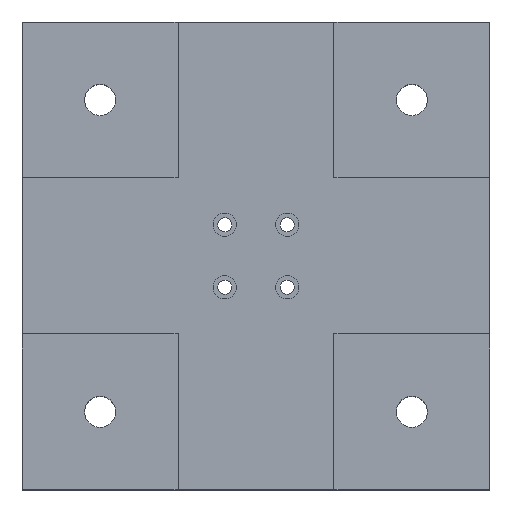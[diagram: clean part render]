
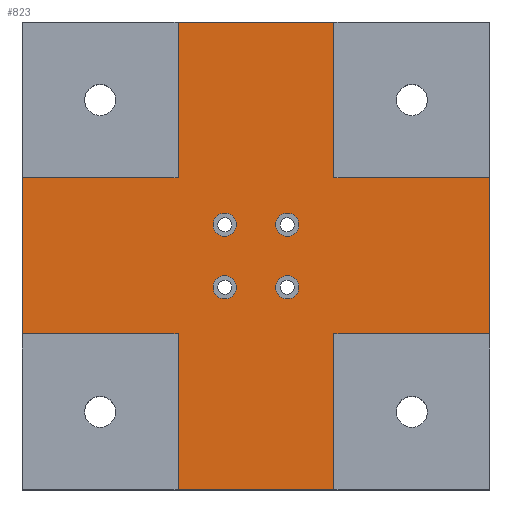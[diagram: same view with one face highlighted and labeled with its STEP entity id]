
A CAD part, top view. The second image highlights one B-rep face of the part: STEP entity #823.
In plain terms, the highlighted planar face has unit normal (0, 0, 1).
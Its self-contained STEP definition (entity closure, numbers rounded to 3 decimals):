
#82=LINE('',#1304,#118);
#86=LINE('',#1312,#122);
#89=LINE('',#1318,#125);
#92=LINE('',#1323,#128);
#118=VECTOR('',#1058,300.);
#122=VECTOR('',#1064,300.);
#125=VECTOR('',#1069,300.);
#128=VECTOR('',#1074,300.);
#188=FACE_BOUND('',#313,.T.);
#189=FACE_BOUND('',#314,.T.);
#190=FACE_BOUND('',#315,.T.);
#191=FACE_BOUND('',#316,.T.);
#192=FACE_BOUND('',#317,.T.);
#193=FACE_BOUND('',#318,.T.);
#194=FACE_BOUND('',#319,.T.);
#195=FACE_BOUND('',#320,.T.);
#241=FACE_OUTER_BOUND('',#312,.T.);
#312=EDGE_LOOP('',(#639,#640,#641,#642));
#313=EDGE_LOOP('',(#643));
#314=EDGE_LOOP('',(#644));
#315=EDGE_LOOP('',(#645));
#316=EDGE_LOOP('',(#646));
#317=EDGE_LOOP('',(#647));
#318=EDGE_LOOP('',(#648));
#319=EDGE_LOOP('',(#649));
#320=EDGE_LOOP('',(#650));
#382=CIRCLE('',#866,7.5);
#386=CIRCLE('',#873,7.5);
#390=CIRCLE('',#880,7.5);
#394=CIRCLE('',#887,7.5);
#397=CIRCLE('',#892,15.188);
#399=CIRCLE('',#895,15.188);
#401=CIRCLE('',#898,15.188);
#403=CIRCLE('',#901,15.188);
#427=VERTEX_POINT('',#1243);
#431=VERTEX_POINT('',#1254);
#435=VERTEX_POINT('',#1265);
#439=VERTEX_POINT('',#1276);
#442=VERTEX_POINT('',#1284);
#444=VERTEX_POINT('',#1289);
#446=VERTEX_POINT('',#1294);
#448=VERTEX_POINT('',#1299);
#449=VERTEX_POINT('',#1302);
#450=VERTEX_POINT('',#1303);
#453=VERTEX_POINT('',#1311);
#455=VERTEX_POINT('',#1317);
#500=EDGE_CURVE('',#427,#427,#382,.T.);
#504=EDGE_CURVE('',#431,#431,#386,.T.);
#508=EDGE_CURVE('',#435,#435,#390,.T.);
#512=EDGE_CURVE('',#439,#439,#394,.T.);
#515=EDGE_CURVE('',#442,#442,#397,.T.);
#517=EDGE_CURVE('',#444,#444,#399,.T.);
#519=EDGE_CURVE('',#446,#446,#401,.T.);
#521=EDGE_CURVE('',#448,#448,#403,.T.);
#522=EDGE_CURVE('',#449,#450,#82,.T.);
#526=EDGE_CURVE('',#450,#453,#86,.T.);
#529=EDGE_CURVE('',#453,#455,#89,.T.);
#532=EDGE_CURVE('',#455,#449,#92,.T.);
#639=ORIENTED_EDGE('',*,*,#522,.F.);
#640=ORIENTED_EDGE('',*,*,#532,.F.);
#641=ORIENTED_EDGE('',*,*,#529,.F.);
#642=ORIENTED_EDGE('',*,*,#526,.F.);
#643=ORIENTED_EDGE('',*,*,#500,.T.);
#644=ORIENTED_EDGE('',*,*,#504,.T.);
#645=ORIENTED_EDGE('',*,*,#508,.T.);
#646=ORIENTED_EDGE('',*,*,#512,.T.);
#647=ORIENTED_EDGE('',*,*,#515,.T.);
#648=ORIENTED_EDGE('',*,*,#517,.T.);
#649=ORIENTED_EDGE('',*,*,#519,.T.);
#650=ORIENTED_EDGE('',*,*,#521,.T.);
#785=PLANE('',#906);
#823=ADVANCED_FACE('',(#241,#188,#189,#190,#191,#192,#193,#194,#195),#785,
 .T.);
#866=AXIS2_PLACEMENT_3D('',#1244,#984,#985);
#873=AXIS2_PLACEMENT_3D('',#1255,#998,#999);
#880=AXIS2_PLACEMENT_3D('',#1266,#1012,#1013);
#887=AXIS2_PLACEMENT_3D('',#1277,#1026,#1027);
#892=AXIS2_PLACEMENT_3D('',#1285,#1036,#1037);
#895=AXIS2_PLACEMENT_3D('',#1290,#1042,#1043);
#898=AXIS2_PLACEMENT_3D('',#1295,#1048,#1049);
#901=AXIS2_PLACEMENT_3D('',#1300,#1054,#1055);
#906=AXIS2_PLACEMENT_3D('',#1325,#1076,#1077);
#984=DIRECTION('center_axis',(0.,0.,-1.));
#985=DIRECTION('ref_axis',(1.,0.,0.));
#998=DIRECTION('center_axis',(0.,0.,-1.));
#999=DIRECTION('ref_axis',(1.,0.,0.));
#1012=DIRECTION('center_axis',(0.,0.,-1.));
#1013=DIRECTION('ref_axis',(1.,0.,0.));
#1026=DIRECTION('center_axis',(0.,0.,-1.));
#1027=DIRECTION('ref_axis',(1.,0.,0.));
#1036=DIRECTION('center_axis',(0.,0.,-1.));
#1037=DIRECTION('ref_axis',(1.,0.,0.));
#1042=DIRECTION('center_axis',(0.,0.,-1.));
#1043=DIRECTION('ref_axis',(1.,0.,0.));
#1048=DIRECTION('center_axis',(0.,0.,-1.));
#1049=DIRECTION('ref_axis',(1.,0.,0.));
#1054=DIRECTION('center_axis',(0.,0.,-1.));
#1055=DIRECTION('ref_axis',(1.,0.,0.));
#1058=DIRECTION('',(0.,1.,0.));
#1064=DIRECTION('',(1.,0.,0.));
#1069=DIRECTION('',(0.,-1.,0.));
#1074=DIRECTION('',(-1.,0.,0.));
#1076=DIRECTION('center_axis',(0.,0.,1.));
#1077=DIRECTION('ref_axis',(1.,0.,0.));
#1243=CARTESIAN_POINT('',(27.5,-20.,20.));
#1244=CARTESIAN_POINT('Origin',(20.,-20.,20.));
#1254=CARTESIAN_POINT('',(-12.5,20.,20.));
#1255=CARTESIAN_POINT('Origin',(-20.,20.,20.));
#1265=CARTESIAN_POINT('',(27.5,20.,20.));
#1266=CARTESIAN_POINT('Origin',(20.,20.,20.));
#1276=CARTESIAN_POINT('',(-12.5,-20.,20.));
#1277=CARTESIAN_POINT('Origin',(-20.,-20.,20.));
#1284=CARTESIAN_POINT('',(115.188,-100.,20.));
#1285=CARTESIAN_POINT('Origin',(100.,-100.,20.));
#1289=CARTESIAN_POINT('',(-84.812,100.,20.));
#1290=CARTESIAN_POINT('Origin',(-100.,100.,20.));
#1294=CARTESIAN_POINT('',(115.188,100.,20.));
#1295=CARTESIAN_POINT('Origin',(100.,100.,20.));
#1299=CARTESIAN_POINT('',(-84.812,-100.,20.));
#1300=CARTESIAN_POINT('Origin',(-100.,-100.,20.));
#1302=CARTESIAN_POINT('',(-150.,-150.,20.));
#1303=CARTESIAN_POINT('',(-150.,150.,20.));
#1304=CARTESIAN_POINT('',(-150.,-150.,20.));
#1311=CARTESIAN_POINT('',(150.,150.,20.));
#1312=CARTESIAN_POINT('',(-150.,150.,20.));
#1317=CARTESIAN_POINT('',(150.,-150.,20.));
#1318=CARTESIAN_POINT('',(150.,150.,20.));
#1323=CARTESIAN_POINT('',(150.,-150.,20.));
#1325=CARTESIAN_POINT('Origin',(0.,0.,
20.));
